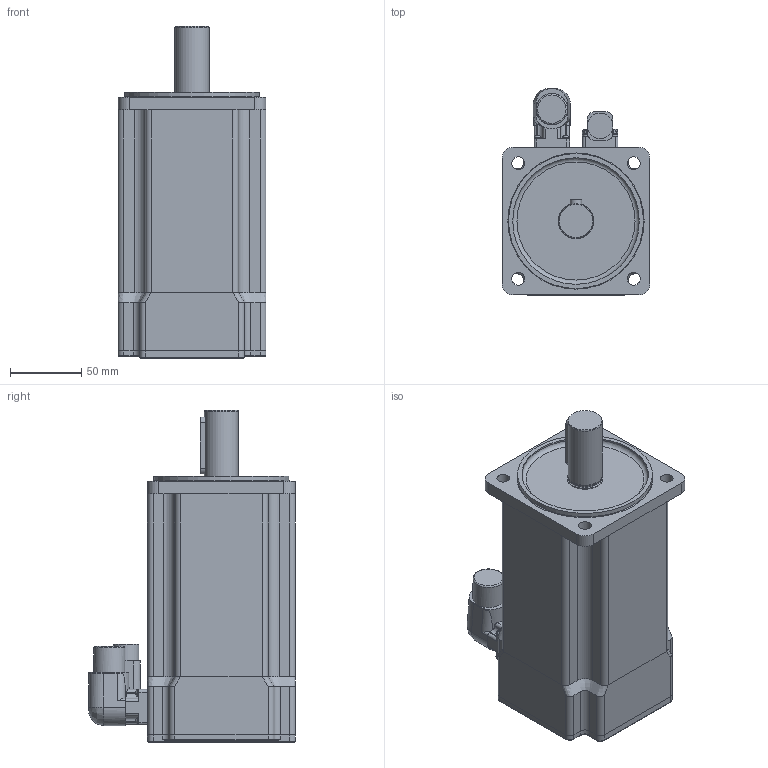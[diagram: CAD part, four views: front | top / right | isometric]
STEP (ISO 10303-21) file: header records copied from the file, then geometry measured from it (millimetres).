
FILE_DESCRIPTION((''),'2;1');
FILE_NAME('BM100Sxx1x12xx00H_30.06.2014.stp','2014-06-30T08:28:29',('KathrinV'),(''),'Autodesk Inventor 2013','Autodesk Inventor 2013','');
FILE_SCHEMA(('AUTOMOTIVE_DESIGN { 1 0 10303 214 1 1 1 1 }'));
Length unit declared in the file: millimetre
Products named in the file (5): BM100-KEB-VM-01; BM100-KEB-VM-00; Intercontec-EEDC201NN00000805000; Intercontec-BEDC110NN00000101000; DIN 6885-A8x7x40
Assembly tree (4 placements, depth 2):
  BM100-KEB-VM-01
    BM100-KEB-VM-00
    Intercontec-EEDC201NN00000805000
    Intercontec-BEDC110NN00000101000
    DIN 6885-A8x7x40
Bounding box: 104 x 145.4 x 233.5 mm (x, y, z)
Volume: 1829887.5 mm3; surface area: 113366.5 mm2
Topology: 4 solids, 4 shells, 293 faces, 697 edges, 423 vertices
Faces by surface type: plane 126, cylinder 119, bspline 22, torus 22, cone 4
Full cylindrical faces by diameter (mm): 4.5 x2, 4.8 x4, 9 x4, 18 x1, 20.1 x2, 22 x1, 23.4 x1, 24 x1, 25 x1, 89 x1, 95 x1
Entity records: 9798 total; most frequent: CARTESIAN_POINT 2820, DIRECTION 1453, ORIENTED_EDGE 1316, EDGE_CURVE 658, AXIS2_PLACEMENT_3D 553, VERTEX_POINT 422, EDGE_LOOP 350, VECTOR 347
